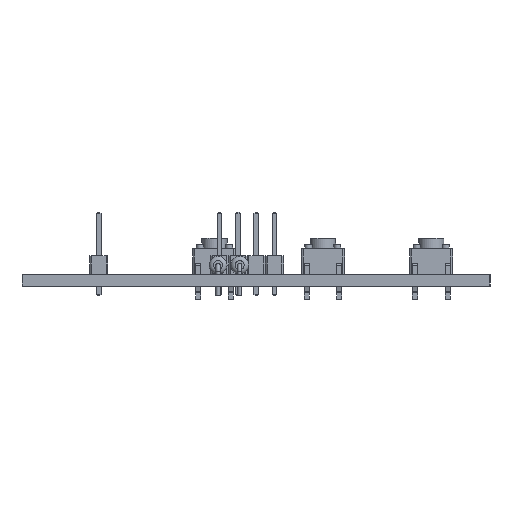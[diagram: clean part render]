
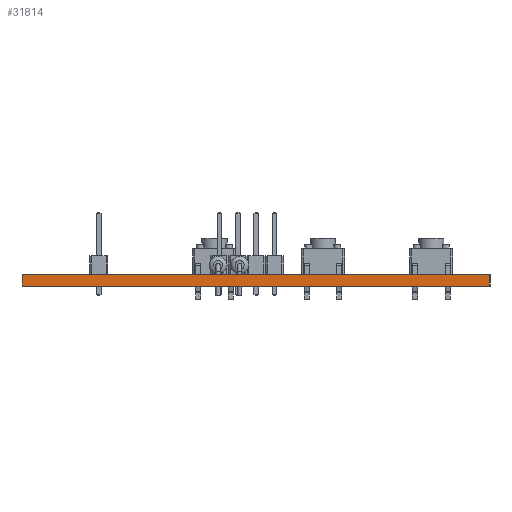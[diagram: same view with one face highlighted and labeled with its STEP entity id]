
A CAD part, left-side view. The second image highlights one B-rep face of the part: STEP entity #31814.
In plain terms, the highlighted planar face has unit normal (-1, 0, 0).
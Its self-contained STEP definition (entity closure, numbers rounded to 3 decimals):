
#31633 = PLANE('',#31634);
#31634 = AXIS2_PLACEMENT_3D('',#31635,#31636,#31637);
#31635 = CARTESIAN_POINT('',(175.5,-95.125,0.));
#31636 = DIRECTION('',(0.,-1.,0.));
#31637 = DIRECTION('',(-1.,0.,0.));
#31658 = VERTEX_POINT('',#31659);
#31659 = CARTESIAN_POINT('',(78.5,-95.125,1.6));
#31673 = PLANE('',#31674);
#31674 = AXIS2_PLACEMENT_3D('',#31675,#31676,#31677);
#31675 = CARTESIAN_POINT('',(0.,0.,1.6));
#31676 = DIRECTION('',(0.,0.,1.));
#31677 = DIRECTION('',(1.,0.,-0.));
#31685 = EDGE_CURVE('',#31686,#31658,#31688,.T.);
#31686 = VERTEX_POINT('',#31687);
#31687 = CARTESIAN_POINT('',(78.5,-95.125,0.));
#31688 = SURFACE_CURVE('',#31689,(#31693,#31700),.PCURVE_S1.);
#31689 = LINE('',#31690,#31691);
#31690 = CARTESIAN_POINT('',(78.5,-95.125,0.));
#31691 = VECTOR('',#31692,1.);
#31692 = DIRECTION('',(0.,0.,1.));
#31693 = PCURVE('',#31633,#31694);
#31694 = DEFINITIONAL_REPRESENTATION('',(#31695),#31699);
#31695 = LINE('',#31696,#31697);
#31696 = CARTESIAN_POINT('',(97.,0.));
#31697 = VECTOR('',#31698,1.);
#31698 = DIRECTION('',(0.,-1.));
#31699 = ( GEOMETRIC_REPRESENTATION_CONTEXT(2) 
PARAMETRIC_REPRESENTATION_CONTEXT() REPRESENTATION_CONTEXT('2D SPACE',''
  ) );
#31700 = PCURVE('',#31701,#31706);
#31701 = PLANE('',#31702);
#31702 = AXIS2_PLACEMENT_3D('',#31703,#31704,#31705);
#31703 = CARTESIAN_POINT('',(78.5,-95.125,0.));
#31704 = DIRECTION('',(-1.,0.,0.));
#31705 = DIRECTION('',(0.,1.,0.));
#31706 = DEFINITIONAL_REPRESENTATION('',(#31707),#31711);
#31707 = LINE('',#31708,#31709);
#31708 = CARTESIAN_POINT('',(0.,0.));
#31709 = VECTOR('',#31710,1.);
#31710 = DIRECTION('',(0.,-1.));
#31711 = ( GEOMETRIC_REPRESENTATION_CONTEXT(2) 
PARAMETRIC_REPRESENTATION_CONTEXT() REPRESENTATION_CONTEXT('2D SPACE',''
  ) );
#31727 = PLANE('',#31728);
#31728 = AXIS2_PLACEMENT_3D('',#31729,#31730,#31731);
#31729 = CARTESIAN_POINT('',(0.,0.,0.));
#31730 = DIRECTION('',(0.,0.,1.));
#31731 = DIRECTION('',(1.,0.,-0.));
#31760 = PLANE('',#31761);
#31761 = AXIS2_PLACEMENT_3D('',#31762,#31763,#31764);
#31762 = CARTESIAN_POINT('',(78.5,-30.375,0.));
#31763 = DIRECTION('',(0.,1.,0.));
#31764 = DIRECTION('',(1.,0.,0.));
#31814 = ADVANCED_FACE('',(#31815),#31701,.T.);
#31815 = FACE_BOUND('',#31816,.T.);
#31816 = EDGE_LOOP('',(#31817,#31818,#31841,#31864));
#31817 = ORIENTED_EDGE('',*,*,#31685,.T.);
#31818 = ORIENTED_EDGE('',*,*,#31819,.T.);
#31819 = EDGE_CURVE('',#31658,#31820,#31822,.T.);
#31820 = VERTEX_POINT('',#31821);
#31821 = CARTESIAN_POINT('',(78.5,-30.375,1.6));
#31822 = SURFACE_CURVE('',#31823,(#31827,#31834),.PCURVE_S1.);
#31823 = LINE('',#31824,#31825);
#31824 = CARTESIAN_POINT('',(78.5,-95.125,1.6));
#31825 = VECTOR('',#31826,1.);
#31826 = DIRECTION('',(0.,1.,0.));
#31827 = PCURVE('',#31701,#31828);
#31828 = DEFINITIONAL_REPRESENTATION('',(#31829),#31833);
#31829 = LINE('',#31830,#31831);
#31830 = CARTESIAN_POINT('',(0.,-1.6));
#31831 = VECTOR('',#31832,1.);
#31832 = DIRECTION('',(1.,0.));
#31833 = ( GEOMETRIC_REPRESENTATION_CONTEXT(2) 
PARAMETRIC_REPRESENTATION_CONTEXT() REPRESENTATION_CONTEXT('2D SPACE',''
  ) );
#31834 = PCURVE('',#31673,#31835);
#31835 = DEFINITIONAL_REPRESENTATION('',(#31836),#31840);
#31836 = LINE('',#31837,#31838);
#31837 = CARTESIAN_POINT('',(78.5,-95.125));
#31838 = VECTOR('',#31839,1.);
#31839 = DIRECTION('',(0.,1.));
#31840 = ( GEOMETRIC_REPRESENTATION_CONTEXT(2) 
PARAMETRIC_REPRESENTATION_CONTEXT() REPRESENTATION_CONTEXT('2D SPACE',''
  ) );
#31841 = ORIENTED_EDGE('',*,*,#31842,.F.);
#31842 = EDGE_CURVE('',#31843,#31820,#31845,.T.);
#31843 = VERTEX_POINT('',#31844);
#31844 = CARTESIAN_POINT('',(78.5,-30.375,0.));
#31845 = SURFACE_CURVE('',#31846,(#31850,#31857),.PCURVE_S1.);
#31846 = LINE('',#31847,#31848);
#31847 = CARTESIAN_POINT('',(78.5,-30.375,0.));
#31848 = VECTOR('',#31849,1.);
#31849 = DIRECTION('',(0.,0.,1.));
#31850 = PCURVE('',#31701,#31851);
#31851 = DEFINITIONAL_REPRESENTATION('',(#31852),#31856);
#31852 = LINE('',#31853,#31854);
#31853 = CARTESIAN_POINT('',(64.75,0.));
#31854 = VECTOR('',#31855,1.);
#31855 = DIRECTION('',(0.,-1.));
#31856 = ( GEOMETRIC_REPRESENTATION_CONTEXT(2) 
PARAMETRIC_REPRESENTATION_CONTEXT() REPRESENTATION_CONTEXT('2D SPACE',''
  ) );
#31857 = PCURVE('',#31760,#31858);
#31858 = DEFINITIONAL_REPRESENTATION('',(#31859),#31863);
#31859 = LINE('',#31860,#31861);
#31860 = CARTESIAN_POINT('',(0.,0.));
#31861 = VECTOR('',#31862,1.);
#31862 = DIRECTION('',(0.,-1.));
#31863 = ( GEOMETRIC_REPRESENTATION_CONTEXT(2) 
PARAMETRIC_REPRESENTATION_CONTEXT() REPRESENTATION_CONTEXT('2D SPACE',''
  ) );
#31864 = ORIENTED_EDGE('',*,*,#31865,.F.);
#31865 = EDGE_CURVE('',#31686,#31843,#31866,.T.);
#31866 = SURFACE_CURVE('',#31867,(#31871,#31878),.PCURVE_S1.);
#31867 = LINE('',#31868,#31869);
#31868 = CARTESIAN_POINT('',(78.5,-95.125,0.));
#31869 = VECTOR('',#31870,1.);
#31870 = DIRECTION('',(0.,1.,0.));
#31871 = PCURVE('',#31701,#31872);
#31872 = DEFINITIONAL_REPRESENTATION('',(#31873),#31877);
#31873 = LINE('',#31874,#31875);
#31874 = CARTESIAN_POINT('',(0.,0.));
#31875 = VECTOR('',#31876,1.);
#31876 = DIRECTION('',(1.,0.));
#31877 = ( GEOMETRIC_REPRESENTATION_CONTEXT(2) 
PARAMETRIC_REPRESENTATION_CONTEXT() REPRESENTATION_CONTEXT('2D SPACE',''
  ) );
#31878 = PCURVE('',#31727,#31879);
#31879 = DEFINITIONAL_REPRESENTATION('',(#31880),#31884);
#31880 = LINE('',#31881,#31882);
#31881 = CARTESIAN_POINT('',(78.5,-95.125));
#31882 = VECTOR('',#31883,1.);
#31883 = DIRECTION('',(0.,1.));
#31884 = ( GEOMETRIC_REPRESENTATION_CONTEXT(2) 
PARAMETRIC_REPRESENTATION_CONTEXT() REPRESENTATION_CONTEXT('2D SPACE',''
  ) );
